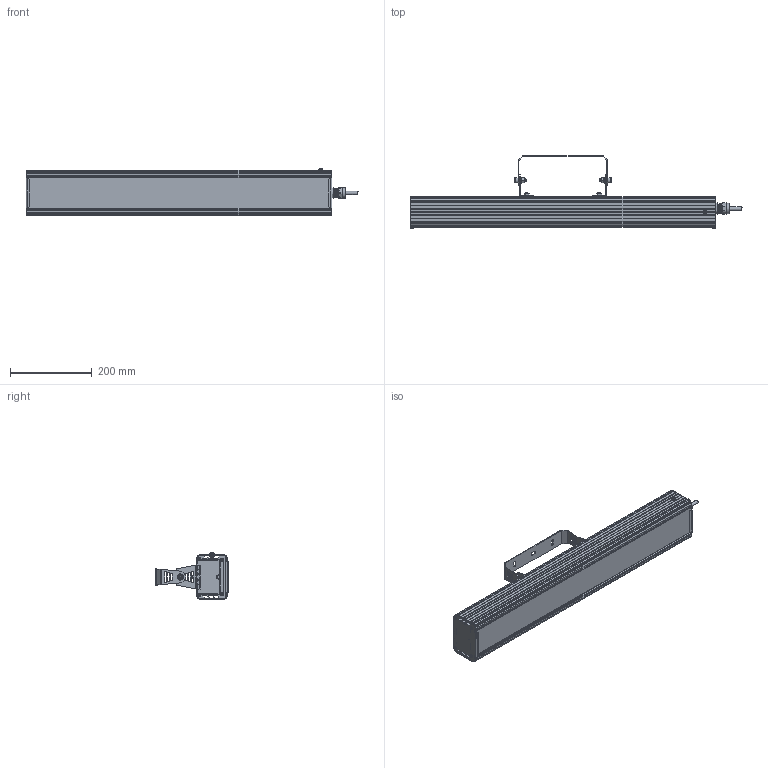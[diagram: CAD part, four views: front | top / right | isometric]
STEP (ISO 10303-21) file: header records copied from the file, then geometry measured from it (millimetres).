
FILE_DESCRIPTION(('STEP AP214'), '1');
FILE_NAME('001.0090.30.000 - ÃÑÏ-Ïðèìà-2Åõ-100', '2024-04-02T06:29:53', ('Åâãåíèé'), ('ÎÊÁ Ñâîé Ñòèëü'), 'C3D Converter', 'C3D Toolkit', '');
FILE_SCHEMA(('AUTOMOTIVE_DESIGN { 1 0 10303 214 3 1 1}'));
Length unit declared in the file: millimetre
Products named in the file (44): 001.0090.30.000
Assembly tree (74 placements, depth 3):
  001.0090.30.000
    (unnamed)
      (unnamed)  x4
      (unnamed)  x4
      (unnamed)
      (unnamed)
      (unnamed)
      (unnamed)
      (unnamed)
      (unnamed)
      (unnamed)
      (unnamed)
      (unnamed)
      (unnamed)
    (unnamed)  x10
      (unnamed)
      (unnamed)
      (unnamed)
      (unnamed)
      (unnamed)
      (unnamed)
      (unnamed)
      (unnamed)
      (unnamed)
    (unnamed)
      (unnamed)
    (unnamed)
      (unnamed)
      (unnamed)
      (unnamed)  x2
      (unnamed)
      (unnamed)
      (unnamed)
      (unnamed)
      (unnamed)
      (unnamed)
      (unnamed)
      (unnamed)
      (unnamed)  x2
      (unnamed)
      (unnamed)
      (unnamed)
      (unnamed)
      (unnamed)
Bounding box: 814 x 178.44 x 117.15 mm (x, y, z)
Volume: 1437747.3 mm3; surface area: 1233933.4 mm2
Topology: 379 solids, 379 shells, 3995 faces, 9259 edges, 6178 vertices
Faces by surface type: plane 2725, cylinder 1106, cone 77, bspline 51, sphere 30, torus 6
Full cylindrical faces by diameter (mm): 1 x30, 2 x20, 2.5 x40, 2.8 x250, 3.2 x30, 3.5 x50, 4 x9, 4.917 x2, 5 x3, 6 x5, 6.6 x2, 6.647 x2, 7 x2, 8 x10, 8.5 x4, 9 x4, 10 x1, 11 x2, 12.5 x1, 13 x3, 15 x4, 16 x1, 17 x1, 18 x1, 18.5 x1, 19 x1, 20 x1, 21.5 x1, 22 x2, 25.5 x1
Entity records: 78093 total; most frequent: CARTESIAN_POINT 36043, DIRECTION 7922, ORIENTED_EDGE 6766, EDGE_CURVE 3383, AXIS2_PLACEMENT_3D 2889, VERTEX_POINT 2331, LINE 2144, VECTOR 2144
